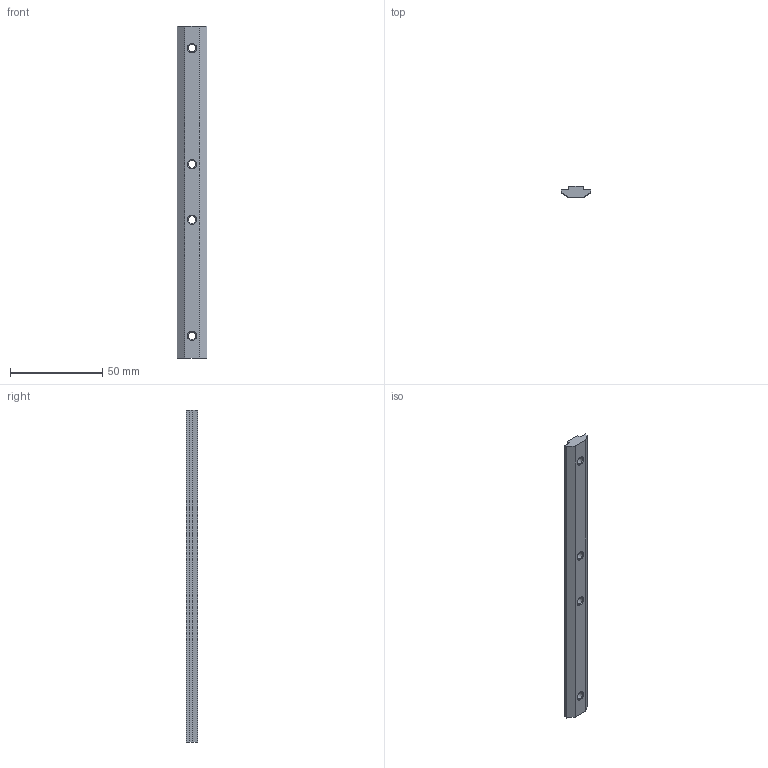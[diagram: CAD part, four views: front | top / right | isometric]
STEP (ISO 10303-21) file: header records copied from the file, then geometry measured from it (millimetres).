
FILE_DESCRIPTION (( 'STEP AP203' ), '1' );
FILE_NAME ('ALF-LC30.step', '2024-08-14T08:46:40', ( '' ), ( '' ), 'SwSTEP 2.0', 'SolidWorks 2022', '' );
FILE_SCHEMA (( 'CONFIG_CONTROL_DESIGN' ));
Length unit declared in the file: millimetre
Products named in the file (1): ALF-LC30
Bounding box: 15.8 x 6 x 180 mm (x, y, z)
Volume: 12228.5 mm3; surface area: 7516.5 mm2
Topology: 1 solids, 1 shells, 36 faces, 86 edges, 52 vertices
Faces by surface type: cone 16, plane 12, cylinder 8
Entity records: 1127 total; most frequent: DIRECTION 192, CARTESIAN_POINT 175, ORIENTED_EDGE 172, EDGE_CURVE 86, AXIS2_PLACEMENT_3D 69, VECTOR 54, LINE 54, VERTEX_POINT 52
